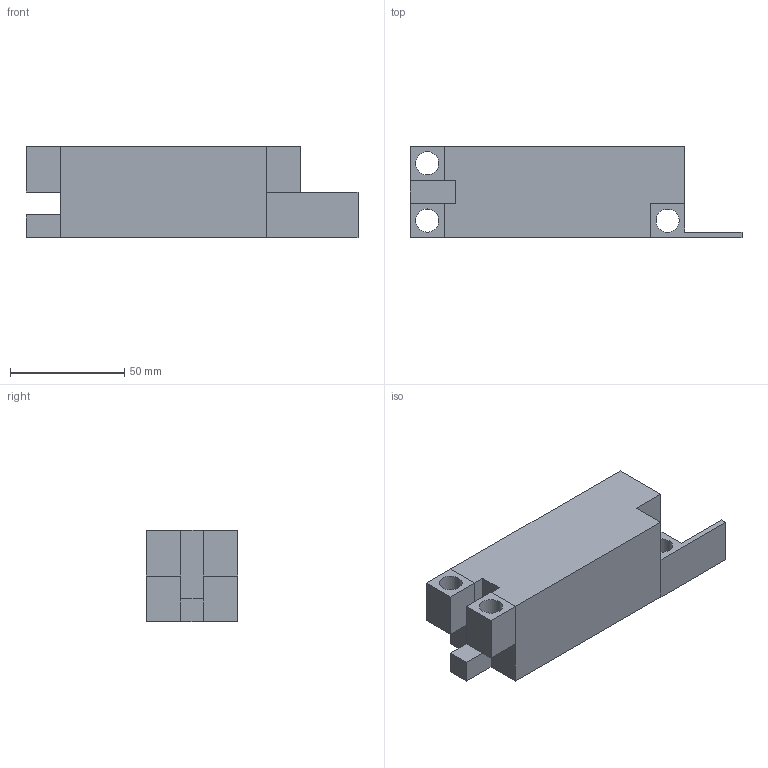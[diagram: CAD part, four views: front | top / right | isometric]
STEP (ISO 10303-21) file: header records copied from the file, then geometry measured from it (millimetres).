
FILE_DESCRIPTION(/* description */ (''),/* implementation_level */ '2;1');
FILE_NAME(/* name */ 'Bracket2 v4.step',/* time_stamp */ '2024-02-20T16:35:57Z',/* author */ (''),/* organization */ (''),/* preprocessor_version */ 'ST-DEVELOPER v20',/* originating_system */ 'Autodesk Translation Framework v12.20.1.177',/* authorisation */ '');
FILE_SCHEMA (('AUTOMOTIVE_DESIGN { 1 0 10303 214 3 1 1 }'));
Length unit declared in the file: millimetre
Products named in the file (1): Bracket2
Bounding box: 145 x 40 x 40 mm (x, y, z)
Volume: 168942.9 mm3; surface area: 27948.1 mm2
Topology: 4 solids, 4 shells, 39 faces, 91 edges, 60 vertices
Faces by surface type: plane 36, cylinder 3
Full cylindrical faces by diameter (mm): 10.1 x3
Entity records: 1137 total; most frequent: CARTESIAN_POINT 191, ORIENTED_EDGE 182, DIRECTION 177, EDGE_CURVE 91, LINE 85, VECTOR 85, VERTEX_POINT 60, AXIS2_PLACEMENT_3D 46
